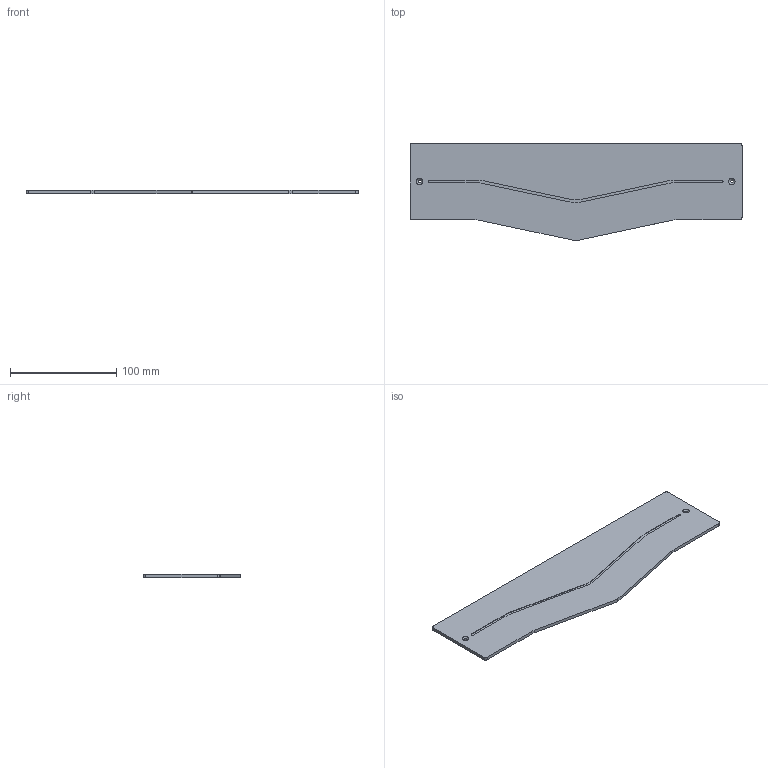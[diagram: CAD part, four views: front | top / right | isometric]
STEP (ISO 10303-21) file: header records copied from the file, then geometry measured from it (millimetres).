
FILE_DESCRIPTION(/* description */ (''),/* implementation_level */ '2;1');
FILE_NAME(/* name */ 'Challice.2Weight',/* time_stamp */ '2019-05-02T00:52:05-04:00',/* author */ (''),/* organization */ (''),/* preprocessor_version */ 'ST-DEVELOPER v16.5',/* originating_system */ '',/* authorisation */ '');
FILE_SCHEMA (('AUTOMOTIVE_DESIGN'));
Length unit declared in the file: inch
Products named in the file (1): Document
Bounding box: 312.89 x 91.79 x 3 mm (x, y, z)
Volume: 72696.3 mm3; surface area: 51375.8 mm2
Topology: 1 solids, 1 shells, 41 faces, 110 edges, 72 vertices
Faces by surface type: bspline 23, plane 18
Entity records: 1240 total; most frequent: CARTESIAN_POINT 564, ORIENTED_EDGE 220, EDGE_CURVE 110, VERTEX_POINT 72, B_SPLINE_CURVE_WITH_KNOTS 51, EDGE_LOOP 46, ADVANCED_FACE 41, FACE_OUTER_BOUND 41
